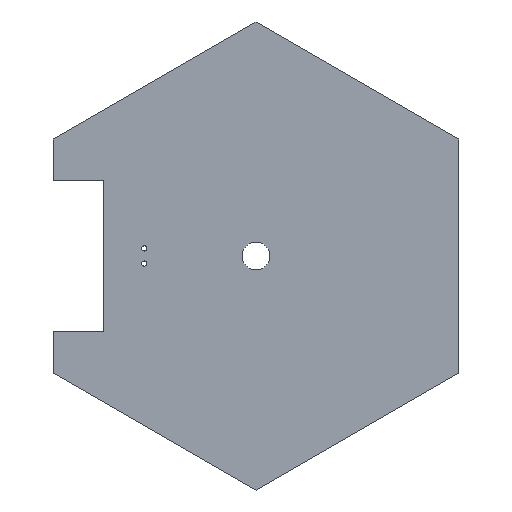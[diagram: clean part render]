
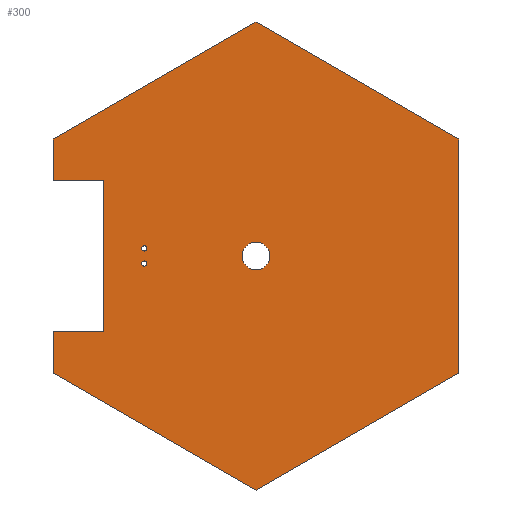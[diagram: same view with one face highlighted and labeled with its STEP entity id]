
A CAD part, top view. The second image highlights one B-rep face of the part: STEP entity #300.
In plain terms, the highlighted planar face has unit normal (0, 0, 1).
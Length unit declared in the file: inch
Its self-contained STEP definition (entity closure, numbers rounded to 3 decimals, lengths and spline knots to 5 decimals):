
#20=FACE_BOUND('',#58,.T.);
#21=FACE_BOUND('',#59,.T.);
#22=FACE_BOUND('',#60,.T.);
#29=CIRCLE('',#327,0.1285);
#30=CIRCLE('',#328,0.1285);
#31=CIRCLE('',#329,0.6875);
#39=FACE_OUTER_BOUND('',#57,.T.);
#57=EDGE_LOOP('',(#230,#231,#232,#233,#234,#235,#236,#237,#238,#239));
#58=EDGE_LOOP('',(#240));
#59=EDGE_LOOP('',(#241));
#60=EDGE_LOOP('',(#242));
#73=LINE('',#419,#103);
#86=LINE('',#450,#116);
#87=LINE('',#453,#117);
#89=LINE('',#457,#119);
#91=LINE('',#461,#121);
#93=LINE('',#464,#123);
#94=LINE('',#467,#124);
#95=LINE('',#469,#125);
#96=LINE('',#471,#126);
#97=LINE('',#472,#127);
#103=VECTOR('',#343,11.6);
#116=VECTOR('',#366,2.05);
#117=VECTOR('',#369,2.5);
#119=VECTOR('',#373,7.5);
#121=VECTOR('',#377,2.5);
#123=VECTOR('',#381,2.05);
#124=VECTOR('',#384,11.6);
#125=VECTOR('',#385,11.6);
#126=VECTOR('',#386,11.6);
#127=VECTOR('',#387,11.6);
#133=VERTEX_POINT('',#416);
#134=VERTEX_POINT('',#418);
#146=VERTEX_POINT('',#446);
#147=VERTEX_POINT('',#448);
#148=VERTEX_POINT('',#452);
#149=VERTEX_POINT('',#456);
#150=VERTEX_POINT('',#460);
#151=VERTEX_POINT('',#466);
#152=VERTEX_POINT('',#468);
#153=VERTEX_POINT('',#470);
#154=VERTEX_POINT('',#473);
#155=VERTEX_POINT('',#475);
#156=VERTEX_POINT('',#477);
#159=EDGE_CURVE('',#133,#134,#73,.T.);
#175=EDGE_CURVE('',#147,#146,#86,.T.);
#176=EDGE_CURVE('',#146,#148,#87,.T.);
#178=EDGE_CURVE('',#149,#148,#89,.T.);
#180=EDGE_CURVE('',#150,#149,#91,.T.);
#182=EDGE_CURVE('',#150,#133,#93,.T.);
#183=EDGE_CURVE('',#151,#147,#94,.T.);
#184=EDGE_CURVE('',#152,#151,#95,.T.);
#185=EDGE_CURVE('',#153,#152,#96,.T.);
#186=EDGE_CURVE('',#134,#153,#97,.T.);
#187=EDGE_CURVE('',#154,#154,#29,.T.);
#188=EDGE_CURVE('',#155,#155,#30,.T.);
#189=EDGE_CURVE('',#156,#156,#31,.T.);
#230=ORIENTED_EDGE('',*,*,#176,.F.);
#231=ORIENTED_EDGE('',*,*,#175,.F.);
#232=ORIENTED_EDGE('',*,*,#183,.F.);
#233=ORIENTED_EDGE('',*,*,#184,.F.);
#234=ORIENTED_EDGE('',*,*,#185,.F.);
#235=ORIENTED_EDGE('',*,*,#186,.F.);
#236=ORIENTED_EDGE('',*,*,#159,.F.);
#237=ORIENTED_EDGE('',*,*,#182,.F.);
#238=ORIENTED_EDGE('',*,*,#180,.T.);
#239=ORIENTED_EDGE('',*,*,#178,.T.);
#240=ORIENTED_EDGE('',*,*,#187,.F.);
#241=ORIENTED_EDGE('',*,*,#188,.F.);
#242=ORIENTED_EDGE('',*,*,#189,.F.);
#272=PLANE('',#326);
#300=ADVANCED_FACE('',(#39,#20,#21,#22),#272,.F.);
#326=AXIS2_PLACEMENT_3D('',#465,#382,#383);
#327=AXIS2_PLACEMENT_3D('',#474,#388,#389);
#328=AXIS2_PLACEMENT_3D('',#476,#390,#391);
#329=AXIS2_PLACEMENT_3D('',#478,#392,#393);
#343=DIRECTION('',(0.866,0.5,0.));
#366=DIRECTION('',(0.,1.,0.));
#369=DIRECTION('',(1.,0.,0.));
#373=DIRECTION('',(0.,-1.,0.));
#377=DIRECTION('',(1.,0.,0.));
#381=DIRECTION('',(0.,1.,0.));
#382=DIRECTION('center_axis',(0.,0.,-1.));
#383=DIRECTION('ref_axis',(1.,0.,0.));
#384=DIRECTION('',(-0.866,0.5,0.));
#385=DIRECTION('',(-0.866,-0.5,0.));
#386=DIRECTION('',(0.,-1.,0.));
#387=DIRECTION('',(0.866,-0.5,0.));
#388=DIRECTION('center_axis',(0.,0.,1.));
#389=DIRECTION('ref_axis',(-1.,0.,0.));
#390=DIRECTION('center_axis',(0.,0.,1.));
#391=DIRECTION('ref_axis',(-1.,0.,0.));
#392=DIRECTION('center_axis',(0.,0.,1.));
#393=DIRECTION('ref_axis',(-1.,0.,0.));
#416=CARTESIAN_POINT('',(-10.04589,5.8,72.125));
#418=CARTESIAN_POINT('',(0.,11.6,72.125));
#419=CARTESIAN_POINT('',(-10.04589,5.8,72.125));
#446=CARTESIAN_POINT('',(-10.04589,-3.75,72.125));
#448=CARTESIAN_POINT('',(-10.04589,-5.8,72.125));
#450=CARTESIAN_POINT('',(-10.04589,-5.8,72.125));
#452=CARTESIAN_POINT('',(-7.54589,-3.75,72.125));
#453=CARTESIAN_POINT('',(-10.04589,-3.75,72.125));
#456=CARTESIAN_POINT('',(-7.54589,3.75,72.125));
#457=CARTESIAN_POINT('',(-7.54589,3.75,72.125));
#460=CARTESIAN_POINT('',(-10.04589,3.75,72.125));
#461=CARTESIAN_POINT('',(-10.04589,3.75,72.125));
#464=CARTESIAN_POINT('',(-10.04589,3.75,72.125));
#465=CARTESIAN_POINT('Origin',(0.,0.,72.125));
#466=CARTESIAN_POINT('',(0.,-11.6,72.125));
#467=CARTESIAN_POINT('',(0.,-11.6,72.125));
#468=CARTESIAN_POINT('',(10.04589,-5.8,72.125));
#469=CARTESIAN_POINT('',(10.04589,-5.8,72.125));
#470=CARTESIAN_POINT('',(10.04589,5.8,72.125));
#471=CARTESIAN_POINT('',(10.04589,5.8,72.125));
#472=CARTESIAN_POINT('',(0.,11.6,72.125));
#473=CARTESIAN_POINT('',(-5.67439,0.375,72.125));
#474=CARTESIAN_POINT('Origin',(-5.54589,0.375,72.125));
#475=CARTESIAN_POINT('',(-5.67439,-0.375,72.125));
#476=CARTESIAN_POINT('Origin',(-5.54589,-0.375,72.125));
#477=CARTESIAN_POINT('',(0.6875,0.,72.125));
#478=CARTESIAN_POINT('Origin',(0.,0.,72.125));
